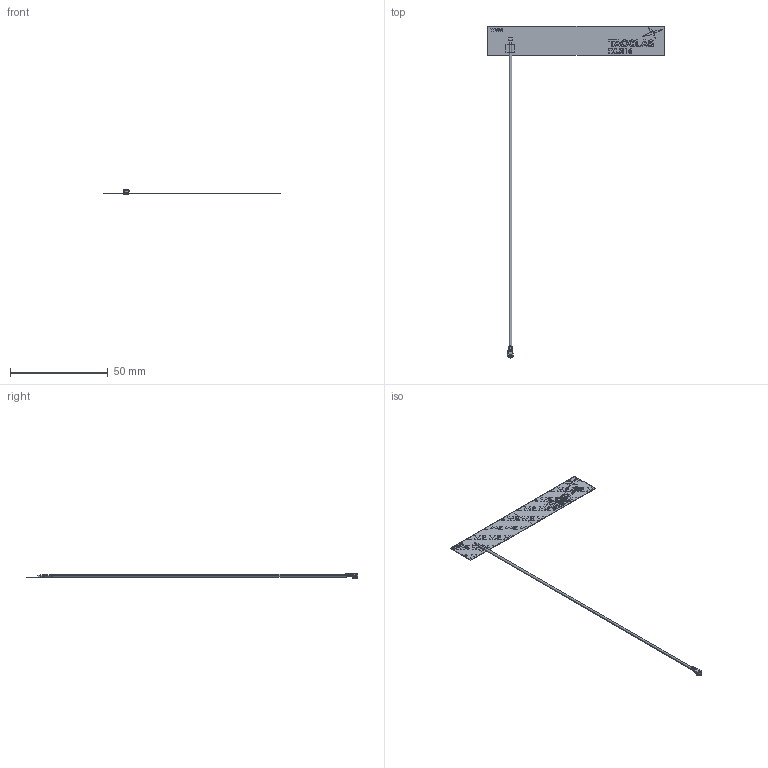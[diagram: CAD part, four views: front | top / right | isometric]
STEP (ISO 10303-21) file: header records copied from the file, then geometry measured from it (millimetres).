
FILE_DESCRIPTION (( 'STEP AP214' ), '1' );
FILE_NAME ('EDW.003603-FXUB16.07.0150AQ-Wideband_Cellular_90x15mm_Flex_ PCB_Antenna.STEP', '2024-08-20T20:45:15', ( '' ), ( '' ), 'SwSTEP 2.0', 'SolidWorks 2022', '' );
FILE_SCHEMA (( 'AUTOMOTIVE_DESIGN' ));
Length unit declared in the file: millimetre
Products named in the file (1): EDW.003603-FXUB16.07.0150AQ-Wideband_Cellular_90x15mm_Flex_ PCB_Antenna
Bounding box: 90 x 169.5 x 2.1 mm (x, y, z)
Surface area: 4819.9 mm2 (no closed solid volume)
Topology: 0 solids, 48 shells, 288 faces, 3205 edges, 2889 vertices
Faces by surface type: plane 201, cylinder 35, bspline 29, cone 14, torus 7, sphere 2
Entity records: 40021 total; most frequent: CARTESIAN_POINT 17358, ORIENTED_EDGE 3611, EDGE_CURVE 3201, VERTEX_POINT 2889, DIRECTION 2820, VECTOR 2006, LINE 2006, B_SPLINE_CURVE_WITH_KNOTS 1042
